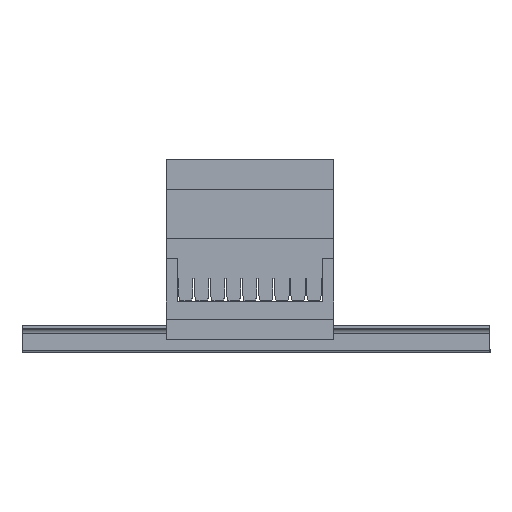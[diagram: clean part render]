
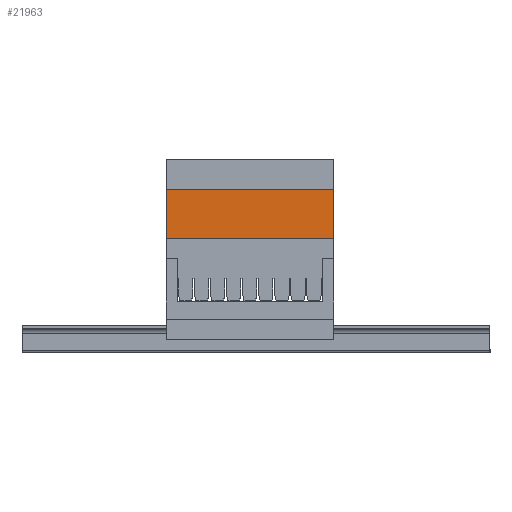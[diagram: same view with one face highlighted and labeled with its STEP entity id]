
A CAD part, top view. The second image highlights one B-rep face of the part: STEP entity #21963.
In plain terms, the highlighted face is planar.
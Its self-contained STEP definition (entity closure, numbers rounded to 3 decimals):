
#105 = CARTESIAN_POINT ( 'NONE',  ( 86.3, 25.447, -49.5 ) ) ;
#156 = CARTESIAN_POINT ( 'NONE',  ( 86.3, 26.197, -1.5 ) ) ;
#168 = CARTESIAN_POINT ( 'NONE',  ( 86.3, 25.447, -51.5 ) ) ;
#186 = CARTESIAN_POINT ( 'NONE',  ( 86.3, 25.447, -1.5 ) ) ;
#241 = CARTESIAN_POINT ( 'NONE',  ( 86.3, 26.197, -51.5 ) ) ;
#2938 = VECTOR ( 'NONE', #14153, 1000. ) ;
#2955 = LINE ( 'NONE', #14176, #2938 ) ;
#3136 = DIRECTION ( 'NONE',  ( 0., 1., 0. ) ) ;
#3147 = DIRECTION ( 'NONE',  ( 0., 1., 0. ) ) ;
#3151 = CARTESIAN_POINT ( 'NONE',  ( 86.3, 22.819, -51.5 ) ) ;
#3152 = CARTESIAN_POINT ( 'NONE',  ( 86.3, 22.819, -1.5 ) ) ;
#3218 = DIRECTION ( 'NONE',  ( 0., 1., 0. ) ) ;
#3233 = CARTESIAN_POINT ( 'NONE',  ( 86.3, 48.197, 0. ) ) ;
#3776 = CARTESIAN_POINT ( 'NONE',  ( 86.3, 25.997, -49.5 ) ) ;
#3797 = CARTESIAN_POINT ( 'NONE',  ( 86.3, 48.197, -1. ) ) ;
#3808 = DIRECTION ( 'NONE',  ( 0., 0., 1. ) ) ;
#3811 = DIRECTION ( 'NONE',  ( 0., 0., 1. ) ) ;
#3817 = CARTESIAN_POINT ( 'NONE',  ( 86.3, 26.197, -52. ) ) ;
#3829 = DIRECTION ( 'NONE',  ( 0., 0., -1. ) ) ;
#3882 = CARTESIAN_POINT ( 'NONE',  ( 86.3, 26.197, 0.335 ) ) ;
#3886 = DIRECTION ( 'NONE',  ( 0., 0., -1. ) ) ;
#3910 = CARTESIAN_POINT ( 'NONE',  ( 86.3, 25.447, 0. ) ) ;
#3930 = CARTESIAN_POINT ( 'NONE',  ( 86.3, 25.447, -3.5 ) ) ;
#3934 = DIRECTION ( 'NONE',  ( 0., -1., 0. ) ) ;
#3942 = DIRECTION ( 'NONE',  ( 0., 0., -1. ) ) ;
#5921 = EDGE_LOOP ( 'NONE', ( #27409, #27496, #27522, #27497, #27483, #27471, #27434, #27489, #27420, #27528, #27478, #27487 ) ) ;
#8244 = VERTEX_POINT ( 'NONE', #21080 ) ;
#8250 = VERTEX_POINT ( 'NONE', #21148 ) ;
#8259 = VERTEX_POINT ( 'NONE', #21165 ) ;
#8295 = VERTEX_POINT ( 'NONE', #21132 ) ;
#8312 = VERTEX_POINT ( 'NONE', #21215 ) ;
#8324 = VERTEX_POINT ( 'NONE', #21226 ) ;
#8325 = VERTEX_POINT ( 'NONE', #21242 ) ;
#8580 = VERTEX_POINT ( 'NONE', #105 ) ;
#8626 = VERTEX_POINT ( 'NONE', #168 ) ;
#8636 = VERTEX_POINT ( 'NONE', #156 ) ;
#8639 = VERTEX_POINT ( 'NONE', #186 ) ;
#8707 = VERTEX_POINT ( 'NONE', #241 ) ;
#12276 = EDGE_CURVE ( 'NONE', #8244, #8250, #23802, .T. ) ;
#12444 = EDGE_CURVE ( 'NONE', #8639, #8636, #15847, .T. ) ;
#12450 = EDGE_CURVE ( 'NONE', #8626, #8707, #15829, .T. ) ;
#12482 = EDGE_CURVE ( 'NONE', #8259, #8295, #15879, .T. ) ;
#14153 = DIRECTION ( 'NONE',  ( 0., 0., -1. ) ) ;
#14176 = CARTESIAN_POINT ( 'NONE',  ( 86.3, 25.447, 0. ) ) ;
#14428 = FACE_OUTER_BOUND ( 'NONE', #5921, .T. ) ;
#15829 = LINE ( 'NONE', #3151, #15881 ) ;
#15847 = LINE ( 'NONE', #3152, #15849 ) ;
#15849 = VECTOR ( 'NONE', #3147, 1000. ) ;
#15879 = LINE ( 'NONE', #3233, #16010 ) ;
#15881 = VECTOR ( 'NONE', #3136, 1000. ) ;
#16010 = VECTOR ( 'NONE', #3218, 1000. ) ;
#16370 = LINE ( 'NONE', #3776, #16371 ) ;
#16371 = VECTOR ( 'NONE', #3808, 1000. ) ;
#16430 = LINE ( 'NONE', #3817, #16445 ) ;
#16441 = VECTOR ( 'NONE', #3811, 1000. ) ;
#16445 = VECTOR ( 'NONE', #3829, 1000. ) ;
#16453 = LINE ( 'NONE', #3797, #16441 ) ;
#16457 = LINE ( 'NONE', #3930, #16474 ) ;
#16474 = VECTOR ( 'NONE', #3934, 1000. ) ;
#16492 = VECTOR ( 'NONE', #3942, 1000. ) ;
#16494 = LINE ( 'NONE', #3910, #16492 ) ;
#17543 = EDGE_CURVE ( 'NONE', #8312, #8325, #16370, .T. ) ;
#17558 = EDGE_CURVE ( 'NONE', #8244, #8295, #16453, .T. ) ;
#17577 = EDGE_CURVE ( 'NONE', #8707, #8250, #16430, .T. ) ;
#17585 = EDGE_CURVE ( 'NONE', #8639, #8324, #16494, .T. ) ;
#17596 = EDGE_CURVE ( 'NONE', #8325, #8324, #16457, .T. ) ;
#19983 = EDGE_CURVE ( 'NONE', #8259, #8636, #30331, .T. ) ;
#19996 = EDGE_CURVE ( 'NONE', #8580, #8312, #30364, .T. ) ;
#21080 = CARTESIAN_POINT ( 'NONE',  ( 86.3, 48.197, -53. ) ) ;
#21132 = CARTESIAN_POINT ( 'NONE',  ( 86.3, 48.197, 0. ) ) ;
#21148 = CARTESIAN_POINT ( 'NONE',  ( 86.3, 26.197, -53. ) ) ;
#21165 = CARTESIAN_POINT ( 'NONE',  ( 86.3, 26.197, 0. ) ) ;
#21215 = CARTESIAN_POINT ( 'NONE',  ( 86.3, 25.997, -49.5 ) ) ;
#21226 = CARTESIAN_POINT ( 'NONE',  ( 86.3, 25.447, -3.5 ) ) ;
#21242 = CARTESIAN_POINT ( 'NONE',  ( 86.3, 25.997, -3.5 ) ) ;
#21963 = ADVANCED_FACE ( 'NONE', ( #14428 ), #32207, .T. ) ;
#22157 = DIRECTION ( 'NONE',  ( 0., 1., 0. ) ) ;
#22164 = CARTESIAN_POINT ( 'NONE',  ( 86.3, 25.447, -49.5 ) ) ;
#23774 = VECTOR ( 'NONE', #29295, 1000. ) ;
#23802 = LINE ( 'NONE', #29274, #23774 ) ;
#26132 = AXIS2_PLACEMENT_3D ( 'NONE', #32165, #32192, #32168 ) ;
#26984 = EDGE_CURVE ( 'NONE', #8580, #8626, #2955, .T. ) ;
#27409 = ORIENTED_EDGE ( 'NONE', *, *, #19996, .F. ) ;
#27420 = ORIENTED_EDGE ( 'NONE', *, *, #12444, .F. ) ;
#27434 = ORIENTED_EDGE ( 'NONE', *, *, #12482, .F. ) ;
#27471 = ORIENTED_EDGE ( 'NONE', *, *, #17558, .T. ) ;
#27478 = ORIENTED_EDGE ( 'NONE', *, *, #17596, .F. ) ;
#27483 = ORIENTED_EDGE ( 'NONE', *, *, #12276, .F. ) ;
#27487 = ORIENTED_EDGE ( 'NONE', *, *, #17543, .F. ) ;
#27489 = ORIENTED_EDGE ( 'NONE', *, *, #19983, .T. ) ;
#27496 = ORIENTED_EDGE ( 'NONE', *, *, #26984, .T. ) ;
#27497 = ORIENTED_EDGE ( 'NONE', *, *, #17577, .T. ) ;
#27522 = ORIENTED_EDGE ( 'NONE', *, *, #12450, .T. ) ;
#27528 = ORIENTED_EDGE ( 'NONE', *, *, #17585, .T. ) ;
#29274 = CARTESIAN_POINT ( 'NONE',  ( 86.3, 48.197, -53. ) ) ;
#29295 = DIRECTION ( 'NONE',  ( 0., -1., 0. ) ) ;
#30319 = VECTOR ( 'NONE', #22157, 1000. ) ;
#30331 = LINE ( 'NONE', #3882, #30357 ) ;
#30357 = VECTOR ( 'NONE', #3886, 1000. ) ;
#30364 = LINE ( 'NONE', #22164, #30319 ) ;
#32165 = CARTESIAN_POINT ( 'NONE',  ( 86.3, 25.447, 0. ) ) ;
#32168 = DIRECTION ( 'NONE',  ( 0., 0., -1. ) ) ;
#32192 = DIRECTION ( 'NONE',  ( 1., 0., 0. ) ) ;
#32207 = PLANE ( 'NONE',  #26132 ) ;
